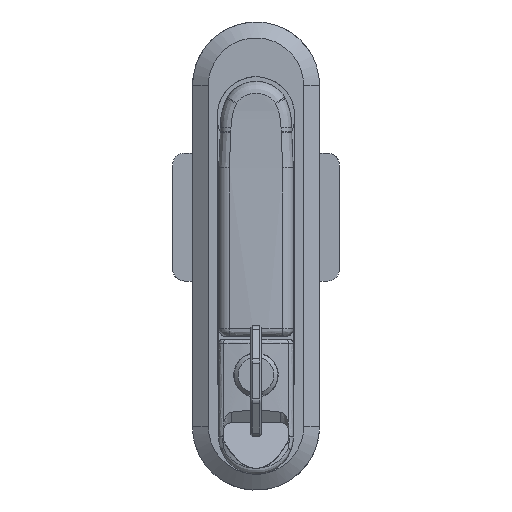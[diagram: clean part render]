
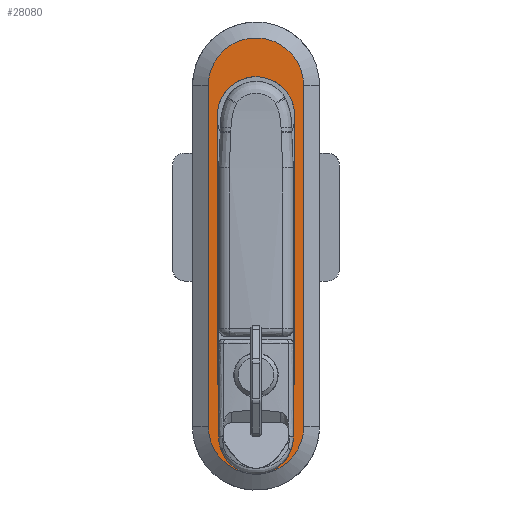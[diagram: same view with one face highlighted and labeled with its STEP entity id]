
A CAD part, front view. The second image highlights one B-rep face of the part: STEP entity #28080.
In plain terms, the highlighted free-form (B-spline) face has degree [1, 1] with [2, 2] control points.
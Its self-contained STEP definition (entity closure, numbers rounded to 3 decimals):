
#26253=CARTESIAN_POINT('',(-5.,9.547,-80.2));
#26254=VERTEX_POINT('',#26253);
#26262=CARTESIAN_POINT('',(-5.,-9.547,-80.2));
#26263=VERTEX_POINT('',#26262);
#26264=CARTESIAN_POINT('',(-5.,-9.547,-80.2));
#26265=CARTESIAN_POINT('',(-5.,9.547,-80.2));
#26266=QUASI_UNIFORM_CURVE('',1,(#26264,#26265),.UNSPECIFIED.,.F.,.U.);
#26267=EDGE_CURVE('',#26263,#26254,#26266,.T.);
#26363=CARTESIAN_POINT('',(-5.,12.,-78.2));
#26364=VERTEX_POINT('',#26363);
#26391=CARTESIAN_POINT('',(-5.,-12.,-78.2));
#26392=VERTEX_POINT('',#26391);
#26398=CARTESIAN_POINT('',(-5.,12.,-78.2));
#26399=CARTESIAN_POINT('',(-5.,12.,-85.128));
#26400=CARTESIAN_POINT('',(-5.,6.,-88.592));
#26401=CARTESIAN_POINT('',(-5.,0.,-92.056));
#26402=CARTESIAN_POINT('',(-5.,-6.,-88.592));
#26403=CARTESIAN_POINT('',(-5.,-12.,-85.128));
#26404=CARTESIAN_POINT('',(-5.,-12.,-78.2));
#26412=(BOUNDED_CURVE()B_SPLINE_CURVE(2,(#26398,#26399,#26400,#26401,#26402,#26403,#26404),.UNSPECIFIED.,.F.,.U.)B_SPLINE_CURVE_WITH_KNOTS((3,2,2,3),(0.0,0.333,0.667,1.0),.UNSPECIFIED.)CURVE()GEOMETRIC_REPRESENTATION_ITEM()RATIONAL_B_SPLINE_CURVE((1.0,0.866,1.0,0.866,1.0,0.866,1.0))REPRESENTATION_ITEM(''));
#26413=EDGE_CURVE('',#26364,#26392,#26412,.T.);
#26425=CARTESIAN_POINT('',(-5.,-12.,7.8));
#26426=VERTEX_POINT('',#26425);
#26432=CARTESIAN_POINT('',(-5.,-12.,-78.2));
#26433=CARTESIAN_POINT('',(-5.,-12.,7.8));
#26434=QUASI_UNIFORM_CURVE('',1,(#26432,#26433),.UNSPECIFIED.,.F.,.U.);
#26435=EDGE_CURVE('',#26392,#26426,#26434,.T.);
#26451=CARTESIAN_POINT('',(-5.,12.,7.8));
#26452=VERTEX_POINT('',#26451);
#26466=CARTESIAN_POINT('',(-5.,12.,7.8));
#26467=CARTESIAN_POINT('',(-5.,12.,-78.2));
#26468=QUASI_UNIFORM_CURVE('',1,(#26466,#26467),.UNSPECIFIED.,.F.,.U.);
#26469=EDGE_CURVE('',#26452,#26364,#26468,.T.);
#26509=CARTESIAN_POINT('',(-5.,-12.,7.8));
#26510=CARTESIAN_POINT('',(-5.,-12.,14.728));
#26511=CARTESIAN_POINT('',(-5.,-6.,18.192));
#26512=CARTESIAN_POINT('',(-5.,0.,21.656));
#26513=CARTESIAN_POINT('',(-5.,6.,18.192));
#26514=CARTESIAN_POINT('',(-5.,12.,14.728));
#26515=CARTESIAN_POINT('',(-5.,12.,7.8));
#26523=(BOUNDED_CURVE()B_SPLINE_CURVE(2,(#26509,#26510,#26511,#26512,#26513,#26514,#26515),.UNSPECIFIED.,.F.,.U.)B_SPLINE_CURVE_WITH_KNOTS((3,2,2,3),(0.0,0.333,0.667,1.0),.UNSPECIFIED.)CURVE()GEOMETRIC_REPRESENTATION_ITEM()RATIONAL_B_SPLINE_CURVE((1.0,0.866,1.0,0.866,1.0,0.866,1.0))REPRESENTATION_ITEM(''));
#26524=EDGE_CURVE('',#26426,#26452,#26523,.T.);
#27451=CARTESIAN_POINT('',(-5.,-9.748,-0.431));
#27452=VERTEX_POINT('',#27451);
#27453=CARTESIAN_POINT('',(-5.,-9.547,-80.2));
#27454=CARTESIAN_POINT('',(-5.,-9.748,-0.431));
#27455=QUASI_UNIFORM_CURVE('',1,(#27453,#27454),.UNSPECIFIED.,.F.,.U.);
#27456=EDGE_CURVE('',#26263,#27452,#27455,.T.);
#27471=CARTESIAN_POINT('',(-5.,9.748,-0.431));
#27472=VERTEX_POINT('',#27471);
#27473=CARTESIAN_POINT('',(-5.,9.748,-0.431));
#27474=CARTESIAN_POINT('',(-5.,9.547,-80.2));
#27475=QUASI_UNIFORM_CURVE('',1,(#27473,#27474),.UNSPECIFIED.,.F.,.U.);
#27476=EDGE_CURVE('',#27472,#26254,#27475,.T.);
#27528=CARTESIAN_POINT('',(-5.,-9.75,-0.275));
#27529=VERTEX_POINT('',#27528);
#27535=CARTESIAN_POINT('',(-5.,-9.75,0.225));
#27536=VERTEX_POINT('',#27535);
#27537=CARTESIAN_POINT('',(-5.,-9.75,-0.275));
#27538=CARTESIAN_POINT('',(-5.,-9.75,0.225));
#27539=QUASI_UNIFORM_CURVE('',1,(#27537,#27538),.UNSPECIFIED.,.F.,.U.);
#27540=EDGE_CURVE('',#27529,#27536,#27539,.T.);
#27575=CARTESIAN_POINT('',(-5.,9.75,-0.225));
#27576=VERTEX_POINT('',#27575);
#27577=CARTESIAN_POINT('',(-5.,9.75,-0.225));
#27578=CARTESIAN_POINT('',(-5.,9.75,-0.328));
#27579=CARTESIAN_POINT('',(-5.,9.748,-0.431));
#27587=(BOUNDED_CURVE()B_SPLINE_CURVE(2,(#27577,#27578,#27579),.UNSPECIFIED.,.F.,.U.)CURVE()GEOMETRIC_REPRESENTATION_ITEM()QUASI_UNIFORM_CURVE()RATIONAL_B_SPLINE_CURVE((1.0,1.,1.0))REPRESENTATION_ITEM(''));
#27588=EDGE_CURVE('',#27576,#27472,#27587,.T.);
#27607=CARTESIAN_POINT('',(-5.,-9.748,-0.431));
#27608=CARTESIAN_POINT('',(-5.,-9.75,-0.353));
#27609=CARTESIAN_POINT('',(-5.,-9.75,-0.275));
#27617=(BOUNDED_CURVE()B_SPLINE_CURVE(2,(#27607,#27608,#27609),.UNSPECIFIED.,.F.,.U.)CURVE()GEOMETRIC_REPRESENTATION_ITEM()QUASI_UNIFORM_CURVE()RATIONAL_B_SPLINE_CURVE((1.0,1.,1.0))REPRESENTATION_ITEM(''));
#27618=EDGE_CURVE('',#27452,#27529,#27617,.T.);
#27666=CARTESIAN_POINT('',(-5.,9.75,0.225));
#27667=VERTEX_POINT('',#27666);
#27673=CARTESIAN_POINT('',(-5.,9.75,0.225));
#27674=CARTESIAN_POINT('',(-5.,9.75,-0.225));
#27675=QUASI_UNIFORM_CURVE('',1,(#27673,#27674),.UNSPECIFIED.,.F.,.U.);
#27676=EDGE_CURVE('',#27667,#27576,#27675,.T.);
#27719=CARTESIAN_POINT('',(-5.,-9.75,0.225));
#27720=CARTESIAN_POINT('',(-5.,-9.764,5.866));
#27721=CARTESIAN_POINT('',(-5.,-4.882,8.69));
#27722=CARTESIAN_POINT('',(-5.,0.,11.514));
#27723=CARTESIAN_POINT('',(-5.,4.882,8.69));
#27724=CARTESIAN_POINT('',(-5.,9.764,5.866));
#27725=CARTESIAN_POINT('',(-5.,9.75,0.225));
#27733=(BOUNDED_CURVE()B_SPLINE_CURVE(2,(#27719,#27720,#27721,#27722,#27723,#27724,#27725),.UNSPECIFIED.,.F.,.U.)B_SPLINE_CURVE_WITH_KNOTS((3,2,2,3),(0.0,0.333,0.667,1.0),.UNSPECIFIED.)CURVE()GEOMETRIC_REPRESENTATION_ITEM()RATIONAL_B_SPLINE_CURVE((1.0,0.866,1.0,0.866,1.0,0.866,1.0))REPRESENTATION_ITEM(''));
#27734=EDGE_CURVE('',#27536,#27667,#27733,.T.);
#28059=CARTESIAN_POINT('',(-5.,13.199,25.294));
#28060=CARTESIAN_POINT('',(-5.,-13.199,25.294));
#28061=CARTESIAN_POINT('',(-5.,13.199,-95.694));
#28062=CARTESIAN_POINT('',(-5.,-13.199,-95.694));
#28063=B_SPLINE_SURFACE_WITH_KNOTS('',1,1,((#28059,#28061),(#28060,#28062)),.UNSPECIFIED.,.F.,.F.,.U.,(2,2),(2,2),(0.0,26.398),(0.0,120.989),.UNSPECIFIED.);
#28064=ORIENTED_EDGE('',*,*,#26469,.T.);
#28065=ORIENTED_EDGE('',*,*,#26413,.T.);
#28066=ORIENTED_EDGE('',*,*,#26435,.T.);
#28067=ORIENTED_EDGE('',*,*,#26524,.T.);
#28068=EDGE_LOOP('',(#28064,#28065,#28066,#28067));
#28069=FACE_OUTER_BOUND('',#28068,.T.);
#28070=ORIENTED_EDGE('',*,*,#27456,.F.);
#28071=ORIENTED_EDGE('',*,*,#26267,.T.);
#28072=ORIENTED_EDGE('',*,*,#27476,.F.);
#28073=ORIENTED_EDGE('',*,*,#27588,.F.);
#28074=ORIENTED_EDGE('',*,*,#27676,.F.);
#28075=ORIENTED_EDGE('',*,*,#27734,.F.);
#28076=ORIENTED_EDGE('',*,*,#27540,.F.);
#28077=ORIENTED_EDGE('',*,*,#27618,.F.);
#28078=EDGE_LOOP('',(#28070,#28071,#28072,#28073,#28074,#28075,#28076,#28077));
#28079=FACE_BOUND('',#28078,.T.);
#28080=ADVANCED_FACE('',(#28069,#28079),#28063,.F.);
